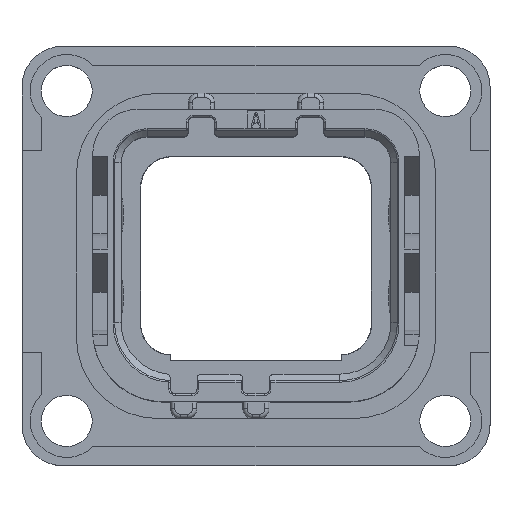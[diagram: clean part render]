
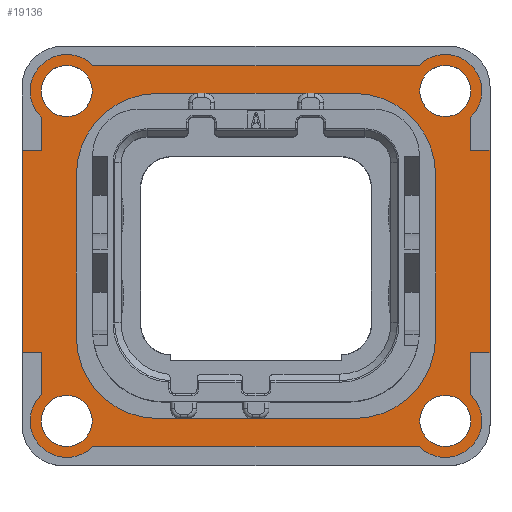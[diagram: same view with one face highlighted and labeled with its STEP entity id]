
A CAD part, top view. The second image highlights one B-rep face of the part: STEP entity #19136.
In plain terms, the highlighted planar face has unit normal (0, 0, 1).
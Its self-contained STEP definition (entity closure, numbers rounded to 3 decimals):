
#259=DIRECTION('',(0.,-1.,0.));
#260=VECTOR('',#259,12.45);
#261=CARTESIAN_POINT('',(-14.4,6.5,1.5));
#262=LINE('',#261,#260);
#317=CARTESIAN_POINT('',(-11.65,10.15,1.5));
#318=DIRECTION('',(0.,0.,1.));
#319=DIRECTION('',(0.716,0.698,0.));
#320=AXIS2_PLACEMENT_3D('',#317,#318,#319);
#327=DIRECTION('',(0.,1.,0.));
#328=VECTOR('',#327,2.588);
#329=CARTESIAN_POINT('',(13.22,-8.538,1.5));
#330=LINE('',#329,#328);
#331=DIRECTION('',(1.,0.,0.));
#332=VECTOR('',#331,20.077);
#333=CARTESIAN_POINT('',(-10.038,-11.72,1.5));
#334=LINE('',#333,#332);
#335=DIRECTION('',(0.,-1.,0.));
#336=VECTOR('',#335,2.588);
#337=CARTESIAN_POINT('',(-13.22,-5.95,1.5));
#338=LINE('',#337,#336);
#339=DIRECTION('',(1.,0.,0.));
#340=VECTOR('',#339,1.18);
#341=CARTESIAN_POINT('',(-14.4,-5.95,1.5));
#342=LINE('',#341,#340);
#343=DIRECTION('',(-1.,0.,0.));
#344=VECTOR('',#343,1.18);
#345=CARTESIAN_POINT('',(-13.22,6.5,1.5));
#346=LINE('',#345,#344);
#347=DIRECTION('',(0.,-1.,0.));
#348=VECTOR('',#347,2.038);
#349=CARTESIAN_POINT('',(-13.22,8.538,1.5));
#350=LINE('',#349,#348);
#351=DIRECTION('',(-1.,0.,0.));
#352=VECTOR('',#351,20.077);
#353=CARTESIAN_POINT('',(10.038,11.72,1.5));
#354=LINE('',#353,#352);
#355=DIRECTION('',(0.,1.,0.));
#356=VECTOR('',#355,2.038);
#357=CARTESIAN_POINT('',(13.22,6.5,1.5));
#358=LINE('',#357,#356);
#359=DIRECTION('',(-1.,0.,0.));
#360=VECTOR('',#359,1.18);
#361=CARTESIAN_POINT('',(14.4,6.5,1.5));
#362=LINE('',#361,#360);
#363=DIRECTION('',(1.,0.,0.));
#364=VECTOR('',#363,1.18);
#365=CARTESIAN_POINT('',(13.22,-5.95,1.5));
#366=LINE('',#365,#364);
#367=CARTESIAN_POINT('',(11.65,-10.15,1.5));
#368=DIRECTION('',(0.,0.,1.));
#369=DIRECTION('',(-1.,0.,0.));
#370=AXIS2_PLACEMENT_3D('',#367,#368,#369);
#372=CARTESIAN_POINT('',(-11.65,-10.15,1.5));
#373=DIRECTION('',(0.,0.,1.));
#374=DIRECTION('',(-1.,0.,0.));
#375=AXIS2_PLACEMENT_3D('',#372,#373,#374);
#377=CARTESIAN_POINT('',(-11.65,10.15,1.5));
#378=DIRECTION('',(0.,0.,1.));
#379=DIRECTION('',(1.,0.,0.));
#380=AXIS2_PLACEMENT_3D('',#377,#378,#379);
#382=CARTESIAN_POINT('',(11.65,10.15,1.5));
#383=DIRECTION('',(0.,0.,1.));
#384=DIRECTION('',(1.,0.,0.));
#385=AXIS2_PLACEMENT_3D('',#382,#383,#384);
#387=CARTESIAN_POINT('',(6.05,5.,1.5));
#388=DIRECTION('',(0.,0.,-1.));
#389=DIRECTION('',(0.,1.,0.));
#390=AXIS2_PLACEMENT_3D('',#387,#388,#389);
#392=DIRECTION('',(1.,0.,0.));
#393=VECTOR('',#392,12.1);
#394=CARTESIAN_POINT('',(-6.05,10.,1.5));
#395=LINE('',#394,#393);
#396=CARTESIAN_POINT('',(-6.05,5.,1.5));
#397=DIRECTION('',(0.,0.,-1.));
#398=DIRECTION('',(-1.,0.,0.));
#399=AXIS2_PLACEMENT_3D('',#396,#397,#398);
#401=DIRECTION('',(0.,1.,0.));
#402=VECTOR('',#401,10.);
#403=CARTESIAN_POINT('',(-11.05,-5.,1.5));
#404=LINE('',#403,#402);
#405=CARTESIAN_POINT('',(-6.05,-5.,1.5));
#406=DIRECTION('',(0.,0.,-1.));
#407=DIRECTION('',(0.,-1.,0.));
#408=AXIS2_PLACEMENT_3D('',#405,#406,#407);
#410=DIRECTION('',(-1.,0.,0.));
#411=VECTOR('',#410,12.1);
#412=CARTESIAN_POINT('',(6.05,-10.,1.5));
#413=LINE('',#412,#411);
#414=CARTESIAN_POINT('',(6.05,-5.,1.5));
#415=DIRECTION('',(0.,0.,-1.));
#416=DIRECTION('',(1.,0.,0.));
#417=AXIS2_PLACEMENT_3D('',#414,#415,#416);
#419=DIRECTION('',(0.,-1.,0.));
#420=VECTOR('',#419,10.);
#421=CARTESIAN_POINT('',(11.05,5.,1.5));
#422=LINE('',#421,#420);
#432=CARTESIAN_POINT('',(11.65,-10.15,1.5));
#433=DIRECTION('',(0.,0.,1.));
#434=DIRECTION('',(-0.716,-0.698,0.));
#435=AXIS2_PLACEMENT_3D('',#432,#433,#434);
#487=DIRECTION('',(0.,1.,0.));
#488=VECTOR('',#487,12.45);
#489=CARTESIAN_POINT('',(14.4,-5.95,1.5));
#490=LINE('',#489,#488);
#516=CARTESIAN_POINT('',(11.65,10.15,1.5));
#517=DIRECTION('',(0.,0.,1.));
#518=DIRECTION('',(0.698,-0.716,0.));
#519=AXIS2_PLACEMENT_3D('',#516,#517,#518);
#545=CARTESIAN_POINT('',(-11.65,-10.15,1.5));
#546=DIRECTION('',(0.,0.,1.));
#547=DIRECTION('',(-0.698,0.716,0.));
#548=AXIS2_PLACEMENT_3D('',#545,#546,#547);
#579=CARTESIAN_POINT('',(11.65,-10.15,1.5));
#580=DIRECTION('',(0.,0.,1.));
#581=DIRECTION('',(1.,0.,0.));
#582=AXIS2_PLACEMENT_3D('',#579,#580,#581);
#584=CARTESIAN_POINT('',(-11.65,-10.15,1.5));
#585=DIRECTION('',(0.,0.,1.));
#586=DIRECTION('',(1.,0.,0.));
#587=AXIS2_PLACEMENT_3D('',#584,#585,#586);
#605=CARTESIAN_POINT('',(-11.65,10.15,1.5));
#606=DIRECTION('',(0.,0.,1.));
#607=DIRECTION('',(-1.,0.,0.));
#608=AXIS2_PLACEMENT_3D('',#605,#606,#607);
#610=CARTESIAN_POINT('',(11.65,10.15,1.5));
#611=DIRECTION('',(0.,0.,1.));
#612=DIRECTION('',(-1.,0.,0.));
#613=AXIS2_PLACEMENT_3D('',#610,#611,#612);
#16636=CARTESIAN_POINT('',(-6.05,10.,1.5));
#16637=CARTESIAN_POINT('',(6.05,10.,1.5));
#16638=VERTEX_POINT('',#16636);
#16639=VERTEX_POINT('',#16637);
#16640=CARTESIAN_POINT('',(11.05,-5.,1.5));
#16641=CARTESIAN_POINT('',(6.05,-10.,1.5));
#16642=VERTEX_POINT('',#16640);
#16643=VERTEX_POINT('',#16641);
#16644=CARTESIAN_POINT('',(11.05,5.,1.5));
#16645=VERTEX_POINT('',#16644);
#16646=CARTESIAN_POINT('',(-11.05,5.,1.5));
#16647=VERTEX_POINT('',#16646);
#16648=CARTESIAN_POINT('',(-11.05,-5.,1.5));
#16649=VERTEX_POINT('',#16648);
#16650=CARTESIAN_POINT('',(-6.05,-10.,1.5));
#16651=VERTEX_POINT('',#16650);
#16680=CARTESIAN_POINT('',(14.4,-5.95,1.5));
#16681=CARTESIAN_POINT('',(14.4,6.5,1.5));
#16682=VERTEX_POINT('',#16680);
#16683=VERTEX_POINT('',#16681);
#16684=CARTESIAN_POINT('',(-14.4,6.5,1.5));
#16685=CARTESIAN_POINT('',(-14.4,-5.95,1.5));
#16686=VERTEX_POINT('',#16684);
#16687=VERTEX_POINT('',#16685);
#16690=CARTESIAN_POINT('',(10.08,10.15,1.5));
#16691=VERTEX_POINT('',#16690);
#16692=CARTESIAN_POINT('',(-10.08,10.15,1.5));
#16693=VERTEX_POINT('',#16692);
#16694=CARTESIAN_POINT('',(-10.08,-10.15,1.5));
#16695=VERTEX_POINT('',#16694);
#16696=CARTESIAN_POINT('',(10.08,-10.15,1.5));
#16697=VERTEX_POINT('',#16696);
#16698=CARTESIAN_POINT('',(-13.22,6.5,1.5));
#16699=VERTEX_POINT('',#16698);
#16700=CARTESIAN_POINT('',(13.22,6.5,1.5));
#16701=VERTEX_POINT('',#16700);
#16702=CARTESIAN_POINT('',(13.22,-5.95,1.5));
#16703=VERTEX_POINT('',#16702);
#18266=CARTESIAN_POINT('',(-13.22,-5.95,1.5));
#18267=VERTEX_POINT('',#18266);
#18362=CARTESIAN_POINT('',(13.22,8.538,1.5));
#18364=VERTEX_POINT('',#18362);
#18366=CARTESIAN_POINT('',(10.038,-11.72,1.5));
#18368=VERTEX_POINT('',#18366);
#18370=CARTESIAN_POINT('',(-10.038,-11.72,1.5));
#18372=VERTEX_POINT('',#18370);
#18374=CARTESIAN_POINT('',(-13.22,-8.538,1.5));
#18376=VERTEX_POINT('',#18374);
#18378=CARTESIAN_POINT('',(-10.038,11.72,1.5));
#18380=VERTEX_POINT('',#18378);
#18382=CARTESIAN_POINT('',(10.038,11.72,1.5));
#18384=VERTEX_POINT('',#18382);
#18386=CARTESIAN_POINT('',(-13.22,8.538,1.5));
#18388=VERTEX_POINT('',#18386);
#18390=CARTESIAN_POINT('',(13.22,-8.538,1.5));
#18392=VERTEX_POINT('',#18390);
#18394=CARTESIAN_POINT('',(13.22,10.15,1.5));
#18395=VERTEX_POINT('',#18394);
#18396=CARTESIAN_POINT('',(-13.22,10.15,1.5));
#18397=VERTEX_POINT('',#18396);
#18398=CARTESIAN_POINT('',(-13.22,-10.15,1.5));
#18399=VERTEX_POINT('',#18398);
#18400=CARTESIAN_POINT('',(13.22,-10.15,1.5));
#18401=VERTEX_POINT('',#18400);
#19057=CARTESIAN_POINT('',(0.,0.,1.5));
#19058=DIRECTION('',(0.,0.,1.));
#19059=DIRECTION('',(1.,0.,0.));
#19060=AXIS2_PLACEMENT_3D('',#19057,#19058,#19059);
#19061=PLANE('',#19060);
#19063=ORIENTED_EDGE('',*,*,#19062,.F.);
#19065=ORIENTED_EDGE('',*,*,#19064,.F.);
#19067=ORIENTED_EDGE('',*,*,#19066,.F.);
#19069=ORIENTED_EDGE('',*,*,#19068,.F.);
#19071=ORIENTED_EDGE('',*,*,#19070,.F.);
#19073=ORIENTED_EDGE('',*,*,#19072,.F.);
#19074=ORIENTED_EDGE('',*,*,#18998,.F.);
#19076=ORIENTED_EDGE('',*,*,#19075,.F.);
#19078=ORIENTED_EDGE('',*,*,#19077,.F.);
#19079=ORIENTED_EDGE('',*,*,#19047,.F.);
#19081=ORIENTED_EDGE('',*,*,#19080,.F.);
#19083=ORIENTED_EDGE('',*,*,#19082,.F.);
#19085=ORIENTED_EDGE('',*,*,#19084,.F.);
#19087=ORIENTED_EDGE('',*,*,#19086,.F.);
#19089=ORIENTED_EDGE('',*,*,#19088,.F.);
#19091=ORIENTED_EDGE('',*,*,#19090,.F.);
#19092=EDGE_LOOP('',(#19063,#19065,#19067,#19069,#19071,#19073,#19074,#19076,
#19078,#19079,#19081,#19083,#19085,#19087,#19089,#19091));
#19093=FACE_OUTER_BOUND('',#19092,.F.);
#19095=ORIENTED_EDGE('',*,*,#19094,.T.);
#19097=ORIENTED_EDGE('',*,*,#19096,.T.);
#19098=EDGE_LOOP('',(#19095,#19097));
#19099=FACE_BOUND('',#19098,.F.);
#19101=ORIENTED_EDGE('',*,*,#19100,.T.);
#19103=ORIENTED_EDGE('',*,*,#19102,.T.);
#19104=EDGE_LOOP('',(#19101,#19103));
#19105=FACE_BOUND('',#19104,.F.);
#19107=ORIENTED_EDGE('',*,*,#19106,.T.);
#19109=ORIENTED_EDGE('',*,*,#19108,.T.);
#19110=EDGE_LOOP('',(#19107,#19109));
#19111=FACE_BOUND('',#19110,.F.);
#19113=ORIENTED_EDGE('',*,*,#19112,.T.);
#19115=ORIENTED_EDGE('',*,*,#19114,.T.);
#19116=EDGE_LOOP('',(#19113,#19115));
#19117=FACE_BOUND('',#19116,.F.);
#19119=ORIENTED_EDGE('',*,*,#19118,.F.);
#19121=ORIENTED_EDGE('',*,*,#19120,.F.);
#19123=ORIENTED_EDGE('',*,*,#19122,.F.);
#19125=ORIENTED_EDGE('',*,*,#19124,.F.);
#19127=ORIENTED_EDGE('',*,*,#19126,.F.);
#19129=ORIENTED_EDGE('',*,*,#19128,.F.);
#19131=ORIENTED_EDGE('',*,*,#19130,.F.);
#19133=ORIENTED_EDGE('',*,*,#19132,.F.);
#19134=EDGE_LOOP('',(#19119,#19121,#19123,#19125,#19127,#19129,#19131,#19133));
#19135=FACE_BOUND('',#19134,.F.);
#19136=ADVANCED_FACE('',(#19093,#19099,#19105,#19111,#19117,#19135),#19061,.T.);
#321=CIRCLE('',#320,2.25);
#371=CIRCLE('',#370,1.57);
#376=CIRCLE('',#375,1.57);
#381=CIRCLE('',#380,1.57);
#386=CIRCLE('',#385,1.57);
#391=CIRCLE('',#390,5.);
#400=CIRCLE('',#399,5.);
#409=CIRCLE('',#408,5.);
#418=CIRCLE('',#417,5.);
#436=CIRCLE('',#435,2.25);
#520=CIRCLE('',#519,2.25);
#549=CIRCLE('',#548,2.25);
#583=CIRCLE('',#582,1.57);
#588=CIRCLE('',#587,1.57);
#609=CIRCLE('',#608,1.57);
#614=CIRCLE('',#613,1.57);
#18998=EDGE_CURVE('',#16686,#16687,#262,.T.);
#19047=EDGE_CURVE('',#18380,#18388,#321,.T.);
#19062=EDGE_CURVE('',#18392,#16703,#330,.T.);
#19064=EDGE_CURVE('',#18368,#18392,#436,.T.);
#19066=EDGE_CURVE('',#18372,#18368,#334,.T.);
#19068=EDGE_CURVE('',#18376,#18372,#549,.T.);
#19070=EDGE_CURVE('',#18267,#18376,#338,.T.);
#19072=EDGE_CURVE('',#16687,#18267,#342,.T.);
#19075=EDGE_CURVE('',#16699,#16686,#346,.T.);
#19077=EDGE_CURVE('',#18388,#16699,#350,.T.);
#19080=EDGE_CURVE('',#18384,#18380,#354,.T.);
#19082=EDGE_CURVE('',#18364,#18384,#520,.T.);
#19084=EDGE_CURVE('',#16701,#18364,#358,.T.);
#19086=EDGE_CURVE('',#16683,#16701,#362,.T.);
#19088=EDGE_CURVE('',#16682,#16683,#490,.T.);
#19090=EDGE_CURVE('',#16703,#16682,#366,.T.);
#19094=EDGE_CURVE('',#16697,#18401,#371,.T.);
#19096=EDGE_CURVE('',#18401,#16697,#583,.T.);
#19100=EDGE_CURVE('',#16695,#18399,#588,.T.);
#19102=EDGE_CURVE('',#18399,#16695,#376,.T.);
#19106=EDGE_CURVE('',#16693,#18397,#381,.T.);
#19108=EDGE_CURVE('',#18397,#16693,#609,.T.);
#19112=EDGE_CURVE('',#16691,#18395,#614,.T.);
#19114=EDGE_CURVE('',#18395,#16691,#386,.T.);
#19118=EDGE_CURVE('',#16639,#16645,#391,.T.);
#19120=EDGE_CURVE('',#16638,#16639,#395,.T.);
#19122=EDGE_CURVE('',#16647,#16638,#400,.T.);
#19124=EDGE_CURVE('',#16649,#16647,#404,.T.);
#19126=EDGE_CURVE('',#16651,#16649,#409,.T.);
#19128=EDGE_CURVE('',#16643,#16651,#413,.T.);
#19130=EDGE_CURVE('',#16642,#16643,#418,.T.);
#19132=EDGE_CURVE('',#16645,#16642,#422,.T.);
